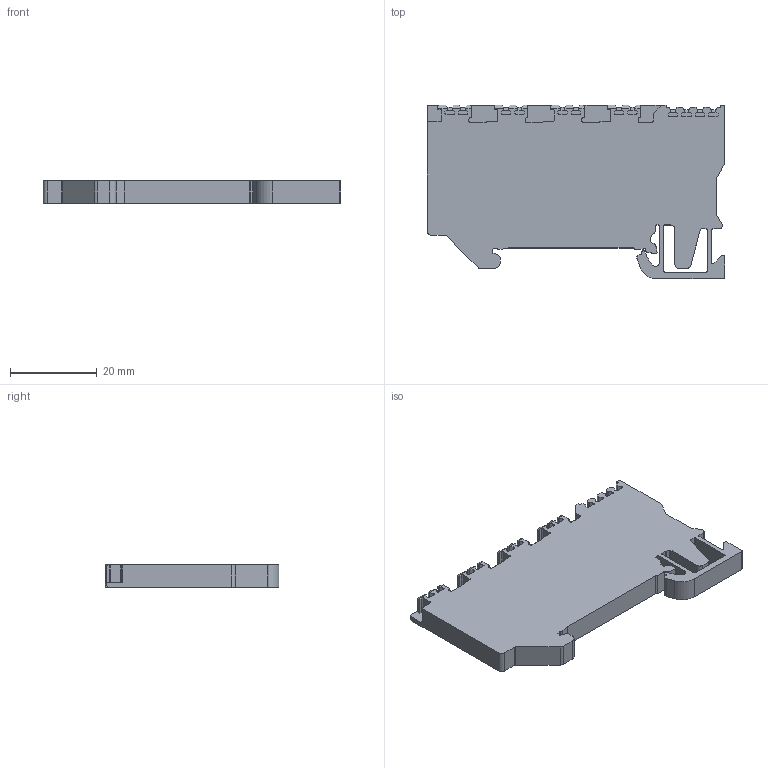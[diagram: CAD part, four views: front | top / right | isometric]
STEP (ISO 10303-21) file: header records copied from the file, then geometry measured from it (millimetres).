
FILE_DESCRIPTION(/* description */ (''),/* implementation_level */ '2;1');
FILE_NAME(/* name */ '3785_ZAP_ZMP_iso.stp',/* time_stamp */ '2011-08-05T11:11:36+02:00',/* author */ (''),/* organization */ (''),/* preprocessor_version */ 'ST-DEVELOPER v11',/* originating_system */ 'SIEMENS UGS NX 6.0',/* authorisation */ '');
FILE_SCHEMA (('CONFIG_CONTROL_DESIGN'));
Length unit declared in the file: millimetre
Products named in the file (1): 3785_ZAP_ZMP_iso
Bounding box: 68.5 x 40 x 5.1 mm (x, y, z)
Volume: 11028.8 mm3; surface area: 6559 mm2
Topology: 1 solids, 1 shells, 364 faces, 1086 edges, 724 vertices
Faces by surface type: plane 260, cylinder 104
Entity records: 12349 total; most frequent: CARTESIAN_POINT 2283, ORIENTED_EDGE 2172, DIRECTION 2006, EDGE_CURVE 1086, LINE 878, VECTOR 878, VERTEX_POINT 724, AXIS2_PLACEMENT_3D 564
